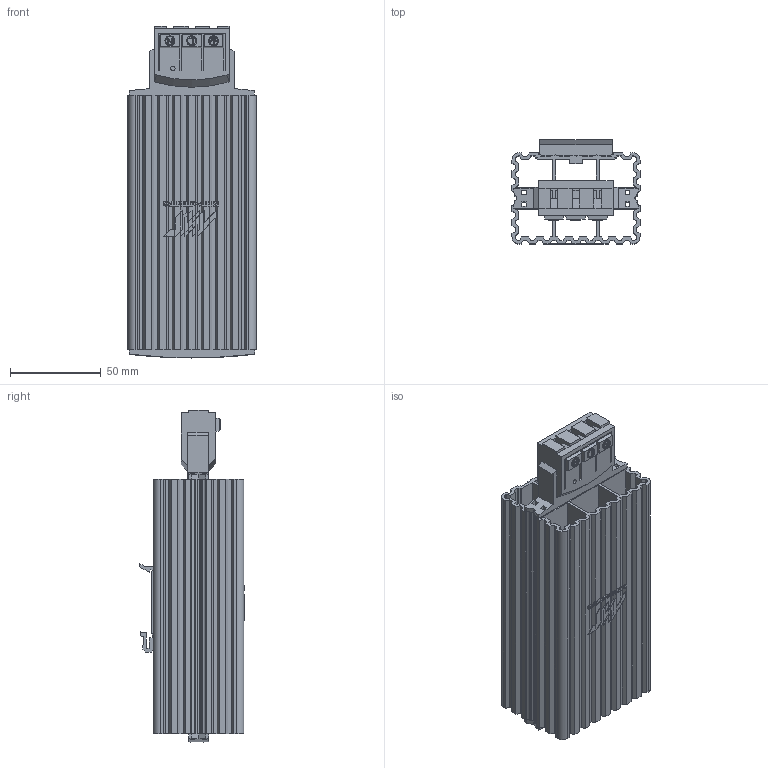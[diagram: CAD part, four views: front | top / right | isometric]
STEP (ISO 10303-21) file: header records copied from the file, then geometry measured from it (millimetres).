
FILE_DESCRIPTION(/* description */ (''),/* implementation_level */ '2;1');
FILE_NAME(/* name */ 'MHP-150.stp',/* time_stamp */ '2023-12-20T17:25:02+03:00',/* author */ ('Василий'),/* organization */ (''),/* preprocessor_version */ 'ST-DEVELOPER v18.1',/* originating_system */ 'Autodesk Inventor 2022',/* authorisation */ '');
FILE_SCHEMA (('AUTOMOTIVE_DESIGN { 1 0 10303 214 3 1 1 }'));
Length unit declared in the file: millimetre
Products named in the file (1): MHP-100.Пр
Bounding box: 70.5 x 57.5 x 182.63 mm (x, y, z)
Volume: 134455.6 mm3; surface area: 155842 mm2
Topology: 8 solids, 8 shells, 798 faces, 2240 edges, 1465 vertices
Faces by surface type: plane 687, cylinder 104, cone 5, bspline 2
Full cylindrical faces by diameter (mm): 2 x10, 2.5 x1, 3.385 x6, 4.062 x6, 4.3 x1, 4.5 x3, 4.7 x1, 5.5 x3
Entity records: 31267 total; most frequent: CARTESIAN_POINT 9692, ORIENTED_EDGE 4480, DIRECTION 3942, EDGE_CURVE 2240, LINE 1964, VECTOR 1964, VERTEX_POINT 1465, AXIS2_PLACEMENT_3D 989
